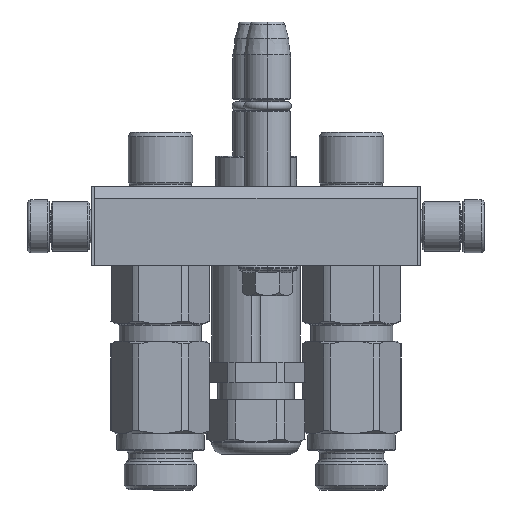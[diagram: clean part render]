
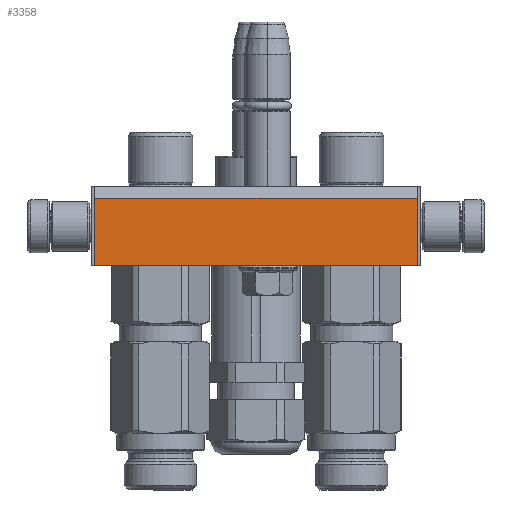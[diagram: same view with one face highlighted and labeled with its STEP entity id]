
A CAD part, left-side view. The second image highlights one B-rep face of the part: STEP entity #3358.
In plain terms, the highlighted face is planar.
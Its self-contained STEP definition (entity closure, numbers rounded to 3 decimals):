
#180 = VERTEX_POINT ( 'NONE', #31629 ) ;
#377 = DIRECTION ( 'NONE',  ( 0., 1., 0. ) ) ;
#642 = CARTESIAN_POINT ( 'NONE',  ( -21., 0., 24. ) ) ;
#1589 = CARTESIAN_POINT ( 'NONE',  ( 78., 3.464, 24. ) ) ;
#3358 = ADVANCED_FACE ( 'NONE', ( #5460 ), #21294, .T. ) ;
#5420 = AXIS2_PLACEMENT_3D ( 'NONE', #642, #41635, #62183 ) ;
#5460 = FACE_OUTER_BOUND ( 'NONE', #38769, .T. ) ;
#9890 = LINE ( 'NONE', #1589, #33887 ) ;
#12986 = VERTEX_POINT ( 'NONE', #61475 ) ;
#16298 = ORIENTED_EDGE ( 'NONE', *, *, #17423, .T. ) ;
#16318 = DIRECTION ( 'NONE',  ( 1., 0., 0. ) ) ;
#17423 = EDGE_CURVE ( 'NONE', #29599, #18206, #41144, .T. ) ;
#18206 = VERTEX_POINT ( 'NONE', #44713 ) ;
#19093 = ORIENTED_EDGE ( 'NONE', *, *, #25889, .F. ) ;
#21294 = PLANE ( 'NONE',  #5420 ) ;
#25889 = EDGE_CURVE ( 'NONE', #12986, #180, #40215, .T. ) ;
#26795 = CARTESIAN_POINT ( 'NONE',  ( -20., 3.464, 24. ) ) ;
#29599 = VERTEX_POINT ( 'NONE', #61886 ) ;
#29919 = VECTOR ( 'NONE', #32521, 1000. ) ;
#30604 = EDGE_CURVE ( 'NONE', #29599, #12986, #46477, .T. ) ;
#31365 = ORIENTED_EDGE ( 'NONE', *, *, #30604, .F. ) ;
#31629 = CARTESIAN_POINT ( 'NONE',  ( 78., 24., 24. ) ) ;
#32521 = DIRECTION ( 'NONE',  ( 1., 0., 0. ) ) ;
#33526 = ORIENTED_EDGE ( 'NONE', *, *, #52871, .T. ) ;
#33887 = VECTOR ( 'NONE', #64722, 1000. ) ;
#37700 = VECTOR ( 'NONE', #377, 1000. ) ;
#38769 = EDGE_LOOP ( 'NONE', ( #19093, #31365, #16298, #33526 ) ) ;
#40215 = LINE ( 'NONE', #41827, #53856 ) ;
#41144 = LINE ( 'NONE', #47055, #29919 ) ;
#41635 = DIRECTION ( 'NONE',  ( 0., 0., 1. ) ) ;
#41827 = CARTESIAN_POINT ( 'NONE',  ( -20., 24., 24. ) ) ;
#44713 = CARTESIAN_POINT ( 'NONE',  ( 78., 3.464, 24. ) ) ;
#46477 = LINE ( 'NONE', #26795, #37700 ) ;
#47055 = CARTESIAN_POINT ( 'NONE',  ( -20., 3.464, 24. ) ) ;
#52871 = EDGE_CURVE ( 'NONE', #18206, #180, #9890, .T. ) ;
#53856 = VECTOR ( 'NONE', #16318, 1000. ) ;
#61475 = CARTESIAN_POINT ( 'NONE',  ( -20., 24., 24. ) ) ;
#61886 = CARTESIAN_POINT ( 'NONE',  ( -20., 3.464, 24. ) ) ;
#62183 = DIRECTION ( 'NONE',  ( 1., 0., 0. ) ) ;
#64722 = DIRECTION ( 'NONE',  ( 0., 1., 0. ) ) ;
